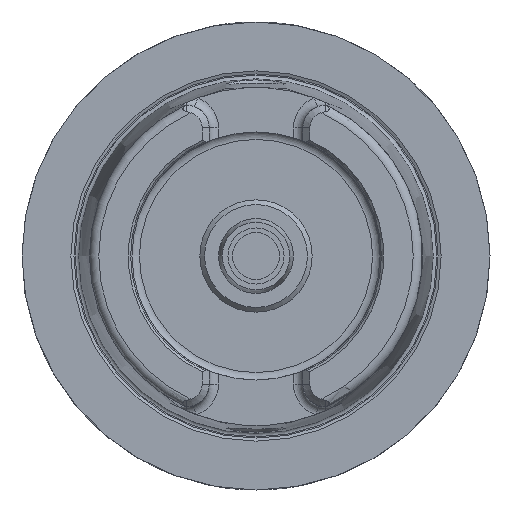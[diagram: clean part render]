
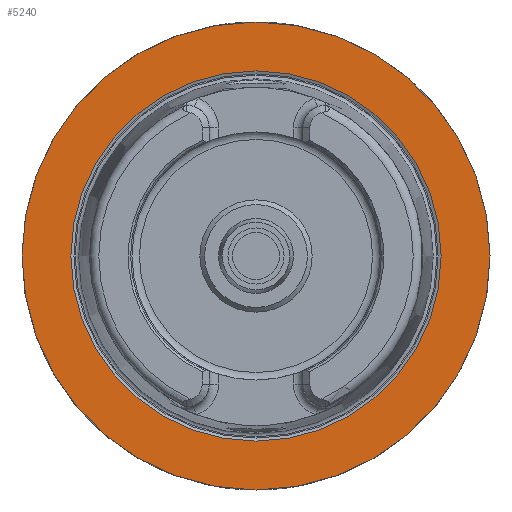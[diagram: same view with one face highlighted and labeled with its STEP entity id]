
A CAD part, left-side view. The second image highlights one B-rep face of the part: STEP entity #5240.
In plain terms, the highlighted planar face has unit normal (-1, 0, 0).
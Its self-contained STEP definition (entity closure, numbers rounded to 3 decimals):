
#4356=CARTESIAN_POINT('',(0.,50.0,0.0));
#4357=VERTEX_POINT('',#4356);
#4358=CARTESIAN_POINT('',(0.,0.,0.0));
#4359=DIRECTION('',(1.0,0.0,0.0));
#4360=DIRECTION('',(0.0,1.0,0.0));
#4361=AXIS2_PLACEMENT_3D('',#4358,#4359,#4360);
#4362=CIRCLE('',#4361,50.0);
#4363=EDGE_CURVE('',#4357,#4357,#4362,.T.);
#5214=CARTESIAN_POINT('',(0.,39.55,0.0));
#5215=VERTEX_POINT('',#5214);
#5216=CARTESIAN_POINT('',(0.,0.,0.0));
#5217=DIRECTION('',(1.0,0.0,0.0));
#5218=DIRECTION('',(0.0,1.0,0.0));
#5219=AXIS2_PLACEMENT_3D('',#5216,#5217,#5218);
#5220=CIRCLE('',#5219,39.55);
#5221=EDGE_CURVE('',#5215,#5215,#5220,.T.);
#5229=CARTESIAN_POINT('',(0.,44.775,0.0));
#5230=DIRECTION('',(-1.0,0.0,0.0));
#5231=DIRECTION('',(0.0,0.0,1.0));
#5232=AXIS2_PLACEMENT_3D('',#5229,#5230,#5231);
#5233=PLANE('',#5232);
#5234=ORIENTED_EDGE('',*,*,#4363,.F.);
#5235=EDGE_LOOP('',(#5234));
#5236=FACE_OUTER_BOUND('',#5235,.T.);
#5237=ORIENTED_EDGE('',*,*,#5221,.T.);
#5238=EDGE_LOOP('',(#5237));
#5239=FACE_BOUND('',#5238,.T.);
#5240=ADVANCED_FACE('',(#5236,#5239),#5233,.T.);
